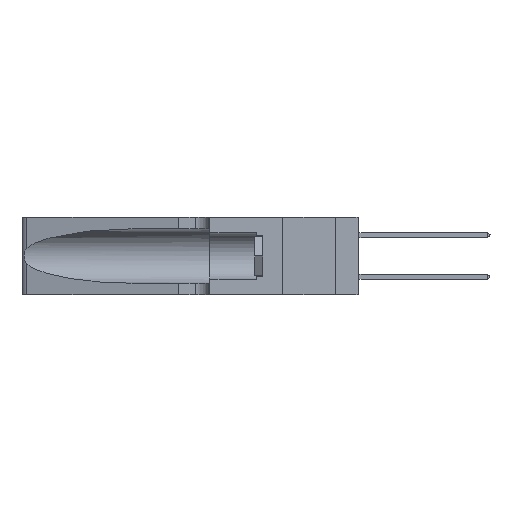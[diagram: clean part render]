
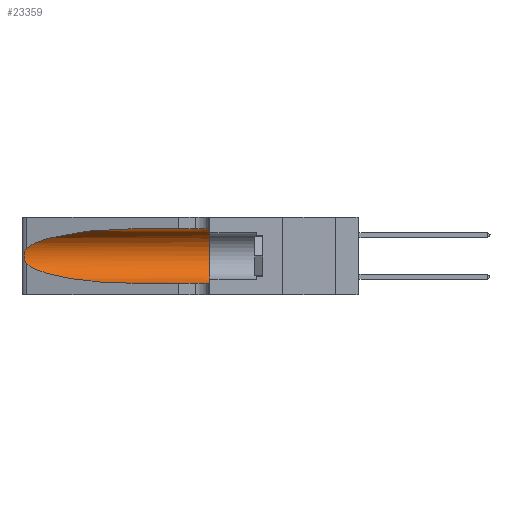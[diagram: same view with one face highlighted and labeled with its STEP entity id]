
A CAD part, left-side view. The second image highlights one B-rep face of the part: STEP entity #23359.
In plain terms, the highlighted cylindrical face has radius 3.308 mm (diameter 6.617 mm), a partial arc.
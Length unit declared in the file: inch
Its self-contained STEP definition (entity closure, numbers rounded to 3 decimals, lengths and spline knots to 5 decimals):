
#3333 = CARTESIAN_POINT ( 'NONE',  ( 0.25555, 1.22994, 0.2215 ) ) ;
#3443 = CARTESIAN_POINT ( 'NONE',  ( 0.25487, 1.22718, 0.22369 ) ) ;
#3487 = CARTESIAN_POINT ( 'NONE',  ( 0.25789, 1.23486, 0.15765 ) ) ;
#5015 =( BOUNDED_CURVE ( )  B_SPLINE_CURVE ( 3, ( #15767, #12089, #15453, #19401 ),
 .UNSPECIFIED., .F., .F. ) 
 B_SPLINE_CURVE_WITH_KNOTS ( ( 4, 4 ),
 ( 1.5708, 2.84003 ),
 .UNSPECIFIED. ) 
 CURVE ( )  GEOMETRIC_REPRESENTATION_ITEM ( )  RATIONAL_B_SPLINE_CURVE ( ( 1., 0.87, 0.87, 1. ) ) 
 REPRESENTATION_ITEM ( '' )  );
#5682 = EDGE_CURVE ( 'NONE', #12425, #25740, #5015, .T. ) ;
#6791 = ORIENTED_EDGE ( 'NONE', *, *, #23946, .T. ) ;
#7182 = CARTESIAN_POINT ( 'NONE',  ( 0.25555, 1.22993, 0.14849 ) ) ;
#7621 = VERTEX_POINT ( 'NONE', #8444 ) ;
#8444 = CARTESIAN_POINT ( 'NONE',  ( 0.25487, 1.22718, 0.14631 ) ) ;
#8769 = DIRECTION ( 'NONE',  ( 0., -1., 0. ) ) ;
#8900 = ORIENTED_EDGE ( 'NONE', *, *, #34223, .T. ) ;
#9245 = EDGE_CURVE ( 'NONE', #25740, #7621, #18507, .T. ) ;
#12089 = CARTESIAN_POINT ( 'NONE',  ( 0.18966, 0.96281, 0.31525 ) ) ;
#12123 = CARTESIAN_POINT ( 'NONE',  ( 0.1305, 1.61858, 0.31525 ) ) ;
#12425 = VERTEX_POINT ( 'NONE', #22814 ) ;
#12454 = DIRECTION ( 'NONE',  ( 0., 0., -1. ) ) ;
#14023 = VECTOR ( 'NONE', #27231, 39.37008 ) ;
#14390 = CARTESIAN_POINT ( 'NONE',  ( 0.25787, 1.23484, 0.2124 ) ) ;
#15453 = CARTESIAN_POINT ( 'NONE',  ( 0.2373, 1.15595, 0.28018 ) ) ;
#15767 = CARTESIAN_POINT ( 'NONE',  ( 0.1305, 0.72297, 0.31525 ) ) ;
#15793 = DIRECTION ( 'NONE',  ( 0., -1., 0. ) ) ;
#16024 = ORIENTED_EDGE ( 'NONE', *, *, #38834, .F. ) ;
#17077 = CYLINDRICAL_SURFACE ( 'NONE', #23488, 0.13025 ) ;
#17624 = ORIENTED_EDGE ( 'NONE', *, *, #28301, .F. ) ;
#17963 = DIRECTION ( 'NONE',  ( 0., 1., 0. ) ) ;
#18036 = CARTESIAN_POINT ( 'NONE',  ( 0.26018, 1.23835, 0.19895 ) ) ;
#18507 = B_SPLINE_CURVE_WITH_KNOTS ( 'NONE', 3,
 ( #28841, #3333, #36045, #14390, #39660, #18036, #43266, #21705, #46882, #25409, #3487, #29002, #7182, #32586 ),
 .UNSPECIFIED., .F., .F.,
 ( 4, 2, 2, 2, 2, 2, 4 ),
 ( 0., 0.00027, 0.00053, 0.00107, 0.0016, 0.00187, 0.00214 ),
 .UNSPECIFIED. ) ;
#18940 = CARTESIAN_POINT ( 'NONE',  ( 0.1305, 0.72297, 0.05475 ) ) ;
#19401 = CARTESIAN_POINT ( 'NONE',  ( 0.25487, 1.22718, 0.22369 ) ) ;
#19450 = CARTESIAN_POINT ( 'NONE',  ( 0.1305, 1.61858, 0.185 ) ) ;
#21705 = CARTESIAN_POINT ( 'NONE',  ( 0.26075, 1.23896, 0.178 ) ) ;
#22447 = CARTESIAN_POINT ( 'NONE',  ( 0.2373, 1.15595, 0.08982 ) ) ;
#22814 = CARTESIAN_POINT ( 'NONE',  ( 0.1305, 0.72297, 0.31525 ) ) ;
#23359 = ADVANCED_FACE ( 'NONE', ( #26781 ), #17077, .F. ) ;
#23488 = AXIS2_PLACEMENT_3D ( 'NONE', #19450, #8769, #12454 ) ;
#23523 = VERTEX_POINT ( 'NONE', #41986 ) ;
#23946 = EDGE_CURVE ( 'NONE', #7621, #36185, #31839, .T. ) ;
#24086 = CIRCLE ( 'NONE', #29752, 0.13025 ) ;
#25409 = CARTESIAN_POINT ( 'NONE',  ( 0.25856, 1.23593, 0.16098 ) ) ;
#25574 = VERTEX_POINT ( 'NONE', #38828 ) ;
#25740 = VERTEX_POINT ( 'NONE', #3443 ) ;
#26781 = FACE_OUTER_BOUND ( 'NONE', #37144, .T. ) ;
#27231 = DIRECTION ( 'NONE',  ( 0., -1., 0. ) ) ;
#28301 = EDGE_CURVE ( 'NONE', #25574, #23523, #24086, .T. ) ;
#28841 = CARTESIAN_POINT ( 'NONE',  ( 0.25487, 1.22718, 0.22369 ) ) ;
#29002 = CARTESIAN_POINT ( 'NONE',  ( 0.25639, 1.23186, 0.15144 ) ) ;
#29324 = CARTESIAN_POINT ( 'NONE',  ( 0.1305, 0.72297, 0.05475 ) ) ;
#29752 = AXIS2_PLACEMENT_3D ( 'NONE', #39572, #17963, #43187 ) ;
#31839 =( BOUNDED_CURVE ( )  B_SPLINE_CURVE ( 3, ( #33314, #22447, #40552, #18940 ),
 .UNSPECIFIED., .F., .F. ) 
 B_SPLINE_CURVE_WITH_KNOTS ( ( 4, 4 ),
 ( 3.44316, 4.71239 ),
 .UNSPECIFIED. ) 
 CURVE ( )  GEOMETRIC_REPRESENTATION_ITEM ( )  RATIONAL_B_SPLINE_CURVE ( ( 1., 0.87, 0.87, 1. ) ) 
 REPRESENTATION_ITEM ( '' )  );
#32586 = CARTESIAN_POINT ( 'NONE',  ( 0.25487, 1.22718, 0.14631 ) ) ;
#33261 = LINE ( 'NONE', #45130, #14023 ) ;
#33314 = CARTESIAN_POINT ( 'NONE',  ( 0.25487, 1.22718, 0.14631 ) ) ;
#34223 = EDGE_CURVE ( 'NONE', #36185, #23523, #33261, .T. ) ;
#34504 = ORIENTED_EDGE ( 'NONE', *, *, #5682, .T. ) ;
#36045 = CARTESIAN_POINT ( 'NONE',  ( 0.25639, 1.23184, 0.21858 ) ) ;
#36185 = VERTEX_POINT ( 'NONE', #29324 ) ;
#37144 = EDGE_LOOP ( 'NONE', ( #34504, #42681, #6791, #8900, #17624, #16024 ) ) ;
#38828 = CARTESIAN_POINT ( 'NONE',  ( 0.1305, 0.35, 0.31525 ) ) ;
#38834 = EDGE_CURVE ( 'NONE', #12425, #25574, #40012, .T. ) ;
#38864 = VECTOR ( 'NONE', #15793, 39.37008 ) ;
#39572 = CARTESIAN_POINT ( 'NONE',  ( 0.1305, 0.35, 0.185 ) ) ;
#39660 = CARTESIAN_POINT ( 'NONE',  ( 0.25854, 1.2359, 0.20912 ) ) ;
#40012 = LINE ( 'NONE', #12123, #38864 ) ;
#40552 = CARTESIAN_POINT ( 'NONE',  ( 0.18966, 0.96281, 0.05475 ) ) ;
#41986 = CARTESIAN_POINT ( 'NONE',  ( 0.1305, 0.35, 0.05475 ) ) ;
#42681 = ORIENTED_EDGE ( 'NONE', *, *, #9245, .T. ) ;
#43187 = DIRECTION ( 'NONE',  ( 0., 0., 1. ) ) ;
#43266 = CARTESIAN_POINT ( 'NONE',  ( 0.26075, 1.23896, 0.19203 ) ) ;
#45130 = CARTESIAN_POINT ( 'NONE',  ( 0.1305, 1.61858, 0.05475 ) ) ;
#46882 = CARTESIAN_POINT ( 'NONE',  ( 0.26017, 1.23833, 0.17102 ) ) ;
